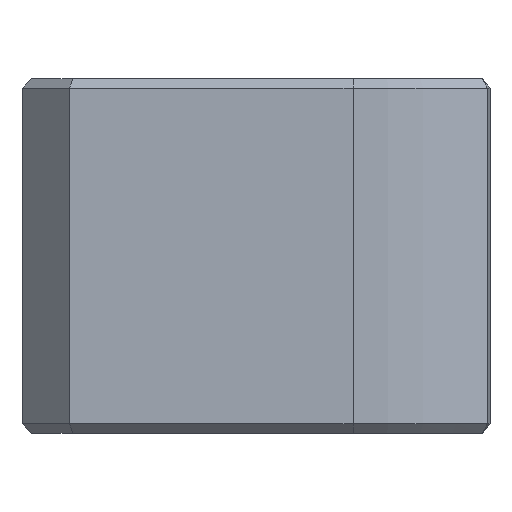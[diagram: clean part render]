
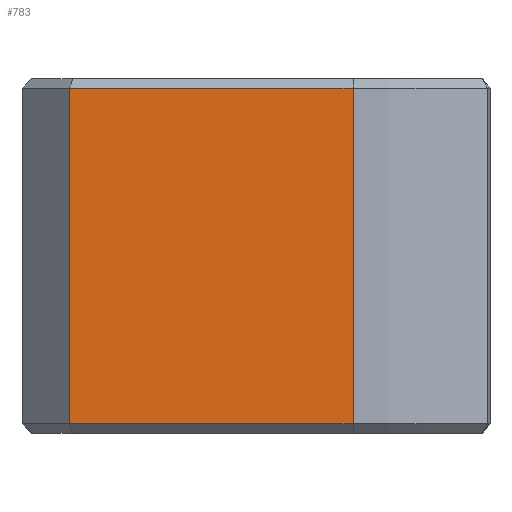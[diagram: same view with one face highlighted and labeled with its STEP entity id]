
A CAD part, front view. The second image highlights one B-rep face of the part: STEP entity #783.
In plain terms, the highlighted planar face has unit normal (0, -1, 0).
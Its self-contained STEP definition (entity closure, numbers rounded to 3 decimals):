
#93=FACE_OUTER_BOUND('',#146,.T.);
#146=EDGE_LOOP('',(#648,#649,#650,#651));
#203=LINE('',#1230,#286);
#208=LINE('',#1240,#291);
#232=LINE('',#1305,#315);
#235=LINE('',#1313,#318);
#286=VECTOR('',#967,10.);
#291=VECTOR('',#978,10.);
#315=VECTOR('',#1054,10.);
#318=VECTOR('',#1065,10.);
#353=VERTEX_POINT('',#1186);
#363=VERTEX_POINT('',#1223);
#365=VERTEX_POINT('',#1238);
#366=VERTEX_POINT('',#1239);
#438=EDGE_CURVE('',#363,#353,#203,.T.);
#443=EDGE_CURVE('',#365,#366,#208,.T.);
#479=EDGE_CURVE('',#363,#366,#232,.T.);
#483=EDGE_CURVE('',#353,#365,#235,.T.);
#648=ORIENTED_EDGE('',*,*,#438,.F.);
#649=ORIENTED_EDGE('',*,*,#479,.T.);
#650=ORIENTED_EDGE('',*,*,#443,.F.);
#651=ORIENTED_EDGE('',*,*,#483,.F.);
#735=PLANE('',#862);
#783=ADVANCED_FACE('',(#93),#735,.T.);
#862=AXIS2_PLACEMENT_3D('',#1314,#1066,#1067);
#967=DIRECTION('',(-1.,0.,0.));
#978=DIRECTION('',(1.,0.,0.));
#1054=DIRECTION('',(0.,0.,1.));
#1065=DIRECTION('',(0.,0.,1.));
#1066=DIRECTION('center_axis',(0.,-1.,0.));
#1067=DIRECTION('ref_axis',(1.,0.,0.));
#1186=CARTESIAN_POINT('',(2.,0.,-7.1));
#1223=CARTESIAN_POINT('',(14.,0.,-7.1));
#1230=CARTESIAN_POINT('',(5.006,0.,-7.1));
#1238=CARTESIAN_POINT('',(2.,0.,7.1));
#1239=CARTESIAN_POINT('',(14.,0.,7.1));
#1240=CARTESIAN_POINT('',(5.006,0.,7.1));
#1305=CARTESIAN_POINT('',(14.,0.,0.));
#1313=CARTESIAN_POINT('',(2.,0.,0.));
#1314=CARTESIAN_POINT('Origin',(0.,0.,0.));
